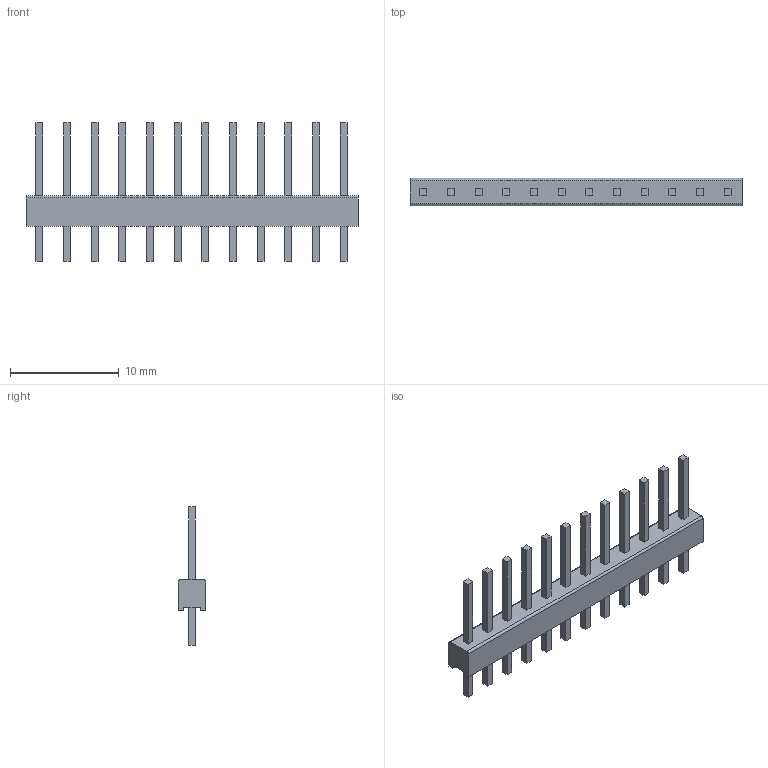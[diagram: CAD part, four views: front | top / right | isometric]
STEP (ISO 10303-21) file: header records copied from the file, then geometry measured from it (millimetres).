
FILE_DESCRIPTION((''),'2;1');
FILE_NAME('C-0826629-12-3','2007-08-31T',('workeradm'),('Tyco Electronics Corporation'),'PRO/ENGINEER BY PARAMETRIC TECHNOLOGY CORPORATION, 2005450','PRO/ENGINEER BY PARAMETRIC TECHNOLOGY CORPORATION, 2005450','');
FILE_SCHEMA(('CONFIG_CONTROL_DESIGN', 'GEOMETRIC_VALIDATION_PROPERTIES_MIM'));
Length unit declared in the file: millimetre
Products named in the file (1): C-0826629-12-3
Bounding box: 30.48 x 2.5 x 12.7 mm (x, y, z)
Volume: 247.7 mm3; surface area: 657.7 mm2
Topology: 1 solids, 1 shells, 132 faces, 318 edges, 212 vertices
Faces by surface type: plane 130, cylinder 2
Entity records: 3895 total; most frequent: CARTESIAN_POINT 663, ORIENTED_EDGE 636, DIRECTION 586, EDGE_CURVE 318, VECTOR 314, LINE 314, VERTEX_POINT 212, EDGE_LOOP 156
